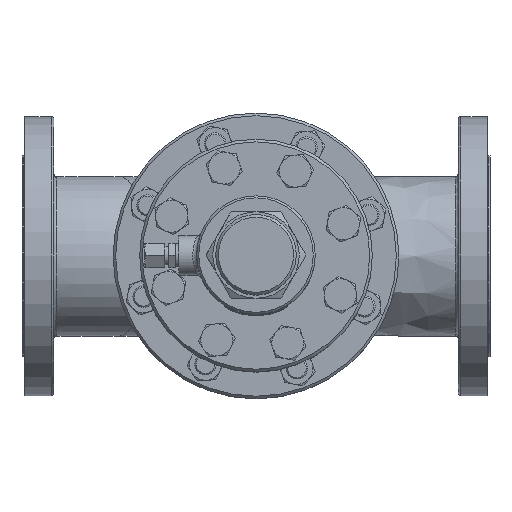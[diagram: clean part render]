
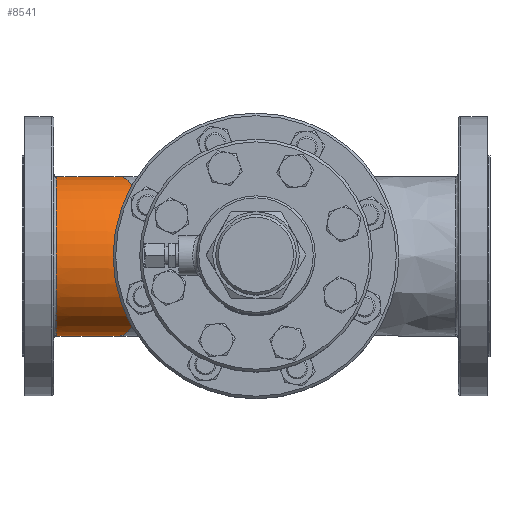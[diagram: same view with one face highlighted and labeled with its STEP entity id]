
A CAD part, top view. The second image highlights one B-rep face of the part: STEP entity #8541.
In plain terms, the highlighted toroidal (fillet/blend) face has major radius 200 mm and minor radius 60 mm.
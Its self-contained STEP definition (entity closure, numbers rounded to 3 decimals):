
#21=TOROIDAL_SURFACE('',#9423,200.,60.);
#530=B_SPLINE_CURVE_WITH_KNOTS('',3,(#15585,#15586,#15587,#15588,#15589,
#15590,#15591,#15592,#15593,#15594,#15595,#15596,#15597,#15598,#15599,#15600,
#15601,#15602,#15603,#15604,#15605,#15606),.UNSPECIFIED.,.F.,.F.,(4,1,1,
1,1,1,1,1,1,1,1,1,1,1,1,1,1,1,1,4),(0.,1.274,1.912,
2.549,3.823,4.46,5.097,5.947,
6.797,7.646,8.496,9.345,10.195,
11.045,11.894,13.593,14.443,15.292,
16.992,17.843),.UNSPECIFIED.);
#531=B_SPLINE_CURVE_WITH_KNOTS('',3,(#15607,#15608,#15609,#15610,#15611,
#15612,#15613,#15614,#15615,#15616,#15617,#15618,#15619,#15620,#15621,#15622,
#15623,#15624,#15625,#15626,#15627,#15628,#15629),.UNSPECIFIED.,.F.,.F.,
(4,1,1,1,1,1,1,1,1,1,1,1,1,1,1,1,1,1,1,1,4),(17.843,18.691,
20.39,21.239,22.089,22.939,23.788,
25.487,26.762,27.399,28.036,28.992,
29.311,30.585,31.222,31.381,31.859,
33.134,34.408,34.727,35.682),
 .UNSPECIFIED.);
#542=B_SPLINE_CURVE_WITH_KNOTS('',3,(#16145,#16146,#16147,#16148,#16149,
#16150,#16151,#16152,#16153,#16154,#16155,#16156),.UNSPECIFIED.,.F.,.F.,
(4,1,1,1,1,1,1,1,1,4),(0.,1.408,2.816,4.224,
4.928,5.632,6.336,7.04,8.448,
9.856),.UNSPECIFIED.);
#543=B_SPLINE_CURVE_WITH_KNOTS('',3,(#16181,#16182,#16183,#16184),
 .UNSPECIFIED.,.F.,.F.,(4,4),(27.185,27.537),
 .UNSPECIFIED.);
#545=B_SPLINE_CURVE_WITH_KNOTS('',3,(#16213,#16214,#16215,#16216),
 .UNSPECIFIED.,.F.,.F.,(4,4),(17.092,17.445),
 .UNSPECIFIED.);
#2208=FACE_OUTER_BOUND('',#2827,.T.);
#2827=EDGE_LOOP('',(#7527,#7528,#7529,#7530,#7531,#7532,#7533,#7534,#7535));
#3221=CIRCLE('',#9424,140.);
#3222=CIRCLE('',#9425,60.);
#3223=CIRCLE('',#9426,60.);
#3967=VERTEX_POINT('',#15582);
#3968=VERTEX_POINT('',#15584);
#3992=VERTEX_POINT('',#15883);
#3993=VERTEX_POINT('',#16005);
#3995=VERTEX_POINT('',#16122);
#3999=VERTEX_POINT('',#16143);
#4000=VERTEX_POINT('',#16222);
#5165=EDGE_CURVE('',#3967,#3968,#530,.T.);
#5166=EDGE_CURVE('',#3968,#3967,#531,.T.);
#5202=EDGE_CURVE('',#3999,#3995,#542,.T.);
#5203=EDGE_CURVE('',#3995,#3992,#543,.T.);
#5205=EDGE_CURVE('',#3993,#3999,#545,.T.);
#5207=EDGE_CURVE('',#3968,#4000,#3221,.T.);
#5208=EDGE_CURVE('',#3992,#4000,#3222,.T.);
#5209=EDGE_CURVE('',#4000,#3993,#3223,.T.);
#7527=ORIENTED_EDGE('',*,*,#5165,.F.);
#7528=ORIENTED_EDGE('',*,*,#5166,.F.);
#7529=ORIENTED_EDGE('',*,*,#5207,.T.);
#7530=ORIENTED_EDGE('',*,*,#5208,.F.);
#7531=ORIENTED_EDGE('',*,*,#5203,.F.);
#7532=ORIENTED_EDGE('',*,*,#5202,.F.);
#7533=ORIENTED_EDGE('',*,*,#5205,.F.);
#7534=ORIENTED_EDGE('',*,*,#5209,.F.);
#7535=ORIENTED_EDGE('',*,*,#5207,.F.);
#8541=ADVANCED_FACE('',(#2208),#21,.T.);
#9423=AXIS2_PLACEMENT_3D('',#16221,#11598,#11599);
#9424=AXIS2_PLACEMENT_3D('',#16223,#11600,#11601);
#9425=AXIS2_PLACEMENT_3D('',#16224,#11602,#11603);
#9426=AXIS2_PLACEMENT_3D('',#16225,#11604,#11605);
#11598=DIRECTION('center_axis',(0.,-1.,0.));
#11599=DIRECTION('ref_axis',(0.,0.,-1.));
#11600=DIRECTION('center_axis',(0.,1.,0.));
#11601=DIRECTION('ref_axis',(0.,0.,-1.));
#11602=DIRECTION('center_axis',(0.931,0.,-0.365));
#11603=DIRECTION('ref_axis',(-0.365,0.,-0.931));
#11604=DIRECTION('center_axis',(0.931,0.,-0.365));
#11605=DIRECTION('ref_axis',(-0.365,0.,-0.931));
#15582=CARTESIAN_POINT('',(-150.198,0.,-53.283));
#15584=CARTESIAN_POINT('',(-149.623,0.,-174.507));
#15585=CARTESIAN_POINT('Ctrl Pts',(-150.198,0.,
-53.283));
#15586=CARTESIAN_POINT('Ctrl Pts',(-150.198,4.484,-53.283));
#15587=CARTESIAN_POINT('Ctrl Pts',(-150.197,11.284,-54.05));
#15588=CARTESIAN_POINT('Ctrl Pts',(-150.19,19.976,-56.592));
#15589=CARTESIAN_POINT('Ctrl Pts',(-150.181,28.257,-60.053));
#15590=CARTESIAN_POINT('Ctrl Pts',(-150.168,35.984,-64.962));
#15591=CARTESIAN_POINT('Ctrl Pts',(-150.151,42.643,-70.998));
#15592=CARTESIAN_POINT('Ctrl Pts',(-150.134,47.629,-76.637));
#15593=CARTESIAN_POINT('Ctrl Pts',(-150.113,52.274,-83.561));
#15594=CARTESIAN_POINT('Ctrl Pts',(-150.085,56.122,-91.672));
#15595=CARTESIAN_POINT('Ctrl Pts',(-150.054,58.761,-100.385));
#15596=CARTESIAN_POINT('Ctrl Pts',(-150.019,60.063,-109.307));
#15597=CARTESIAN_POINT('Ctrl Pts',(-149.98,60.048,-118.345));
#15598=CARTESIAN_POINT('Ctrl Pts',(-149.938,58.686,-127.335));
#15599=CARTESIAN_POINT('Ctrl Pts',(-149.893,56.058,-135.929));
#15600=CARTESIAN_POINT('Ctrl Pts',(-149.83,50.837,-146.894));
#15601=CARTESIAN_POINT('Ctrl Pts',(-149.767,43.373,-156.406));
#15602=CARTESIAN_POINT('Ctrl Pts',(-149.71,33.943,-164.065));
#15603=CARTESIAN_POINT('Ctrl Pts',(-149.662,23.591,-170.16));
#15604=CARTESIAN_POINT('Ctrl Pts',(-149.629,11.972,-173.824));
#15605=CARTESIAN_POINT('Ctrl Pts',(-149.623,2.995,-174.51));
#15606=CARTESIAN_POINT('Ctrl Pts',(-149.623,-0.001,
-174.509));
#15607=CARTESIAN_POINT('Ctrl Pts',(-149.623,-0.001,
-174.509));
#15608=CARTESIAN_POINT('Ctrl Pts',(-149.623,-2.987,
-174.508));
#15609=CARTESIAN_POINT('Ctrl Pts',(-149.629,-11.953,
-173.823));
#15610=CARTESIAN_POINT('Ctrl Pts',(-149.661,-23.557,-170.178));
#15611=CARTESIAN_POINT('Ctrl Pts',(-149.71,-33.914,
-164.082));
#15612=CARTESIAN_POINT('Ctrl Pts',(-149.753,-40.979,
-158.354));
#15613=CARTESIAN_POINT('Ctrl Pts',(-149.798,-47.043,
-151.726));
#15614=CARTESIAN_POINT('Ctrl Pts',(-149.862,-53.83,
-141.652));
#15615=CARTESIAN_POINT('Ctrl Pts',(-149.931,-58.772,
-128.97));
#15616=CARTESIAN_POINT('Ctrl Pts',(-149.99,-60.247,
-116.101));
#15617=CARTESIAN_POINT('Ctrl Pts',(-150.028,-59.769,
-107.135));
#15618=CARTESIAN_POINT('Ctrl Pts',(-150.058,-58.486,
-99.291));
#15619=CARTESIAN_POINT('Ctrl Pts',(-150.081,-56.444,
-92.785));
#15620=CARTESIAN_POINT('Ctrl Pts',(-150.109,-52.832,
-84.57));
#15621=CARTESIAN_POINT('Ctrl Pts',(-150.131,-48.634,
-77.777));
#15622=CARTESIAN_POINT('Ctrl Pts',(-150.147,-43.759,
-72.259));
#15623=CARTESIAN_POINT('Ctrl Pts',(-150.156,-40.558,
-69.11));
#15624=CARTESIAN_POINT('Ctrl Pts',(-150.169,-35.496,
-64.65));
#15625=CARTESIAN_POINT('Ctrl Pts',(-150.184,-26.318,
-58.823));
#15626=CARTESIAN_POINT('Ctrl Pts',(-150.193,-16.753,
-55.452));
#15627=CARTESIAN_POINT('Ctrl Pts',(-150.198,-7.878,
-53.663));
#15628=CARTESIAN_POINT('Ctrl Pts',(-150.198,-3.363,
-53.283));
#15629=CARTESIAN_POINT('Ctrl Pts',(-150.198,0.,
-53.283));
#15883=CARTESIAN_POINT('',(-86.869,-40.246,-84.325));
#16005=CARTESIAN_POINT('',(-86.869,40.246,-84.325));
#16122=CARTESIAN_POINT('',(-87.81,-38.196,-82.061));
#16143=CARTESIAN_POINT('',(-87.81,38.196,-82.061));
#16145=CARTESIAN_POINT('Ctrl Pts',(-87.81,38.196,-82.061));
#16146=CARTESIAN_POINT('Ctrl Pts',(-89.046,35.399,-79.114));
#16147=CARTESIAN_POINT('Ctrl Pts',(-91.508,29.178,-73.672));
#16148=CARTESIAN_POINT('Ctrl Pts',(-94.48,18.406,-67.701));
#16149=CARTESIAN_POINT('Ctrl Pts',(-95.912,8.284,-64.977));
#16150=CARTESIAN_POINT('Ctrl Pts',(-96.197,-0.004,
-64.437));
#16151=CARTESIAN_POINT('Ctrl Pts',(-95.977,-6.278,
-64.853));
#16152=CARTESIAN_POINT('Ctrl Pts',(-95.339,-12.351,
-66.067));
#16153=CARTESIAN_POINT('Ctrl Pts',(-93.974,-20.246,-68.716));
#16154=CARTESIAN_POINT('Ctrl Pts',(-91.48,-29.266,
-73.732));
#16155=CARTESIAN_POINT('Ctrl Pts',(-89.046,-35.399,
-79.114));
#16156=CARTESIAN_POINT('Ctrl Pts',(-87.81,-38.196,
-82.061));
#16181=CARTESIAN_POINT('Ctrl Pts',(-87.81,-38.196,
-82.061));
#16182=CARTESIAN_POINT('Ctrl Pts',(-87.5,-38.899,
-82.801));
#16183=CARTESIAN_POINT('Ctrl Pts',(-87.185,-39.582,
-83.556));
#16184=CARTESIAN_POINT('Ctrl Pts',(-86.869,-40.246,
-84.325));
#16213=CARTESIAN_POINT('Ctrl Pts',(-86.869,40.246,-84.325));
#16214=CARTESIAN_POINT('Ctrl Pts',(-87.187,39.58,-83.553));
#16215=CARTESIAN_POINT('Ctrl Pts',(-87.501,38.896,-82.798));
#16216=CARTESIAN_POINT('Ctrl Pts',(-87.81,38.196,-82.061));
#16221=CARTESIAN_POINT('Origin',(-176.,0.,-312.));
#16222=CARTESIAN_POINT('',(-124.964,0.,-181.634));
#16223=CARTESIAN_POINT('Origin',(-176.,0.,-312.));
#16224=CARTESIAN_POINT('Origin',(-103.091,0.,-125.763));
#16225=CARTESIAN_POINT('Origin',(-103.091,0.,-125.763));
